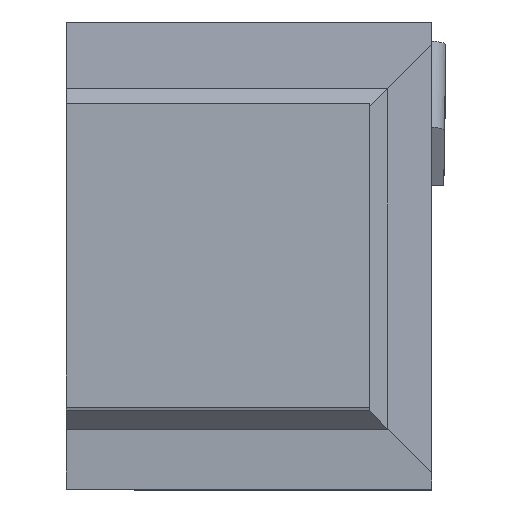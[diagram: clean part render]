
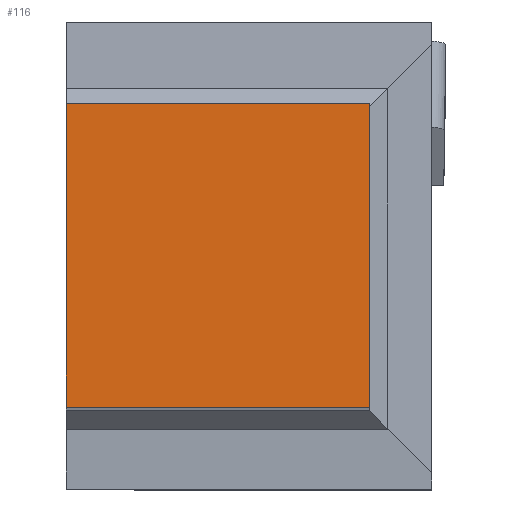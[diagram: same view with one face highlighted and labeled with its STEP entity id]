
A CAD part, top view. The second image highlights one B-rep face of the part: STEP entity #116.
In plain terms, the highlighted planar face has unit normal (0, 0, 1).
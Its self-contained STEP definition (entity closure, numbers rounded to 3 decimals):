
#81=PLANE('',#726);
#116=ADVANCED_FACE('',(#153),#81,.T.);
#153=FACE_OUTER_BOUND('',#188,.T.);
#188=EDGE_LOOP('',(#342,#343,#344,#345));
#342=ORIENTED_EDGE('',*,*,#493,.T.);
#343=ORIENTED_EDGE('',*,*,#494,.T.);
#344=ORIENTED_EDGE('',*,*,#495,.T.);
#345=ORIENTED_EDGE('',*,*,#496,.F.);
#413=VERTEX_POINT('',#1051);
#414=VERTEX_POINT('',#1052);
#415=VERTEX_POINT('',#1054);
#416=VERTEX_POINT('',#1056);
#493=EDGE_CURVE('',#413,#414,#573,.T.);
#494=EDGE_CURVE('',#414,#415,#574,.T.);
#495=EDGE_CURVE('',#415,#416,#575,.T.);
#496=EDGE_CURVE('',#413,#416,#576,.T.);
#573=LINE('',#1050,#653);
#574=LINE('',#1053,#654);
#575=LINE('',#1055,#655);
#576=LINE('',#1057,#656);
#653=VECTOR('',#874,1.);
#654=VECTOR('',#875,1.);
#655=VECTOR('',#876,1.);
#656=VECTOR('',#877,1.);
#726=AXIS2_PLACEMENT_3D('',#1058,#878,#879);
#874=DIRECTION('',(1.,0.,0.));
#875=DIRECTION('',(0.,1.,0.));
#876=DIRECTION('',(-1.,0.,0.));
#877=DIRECTION('',(0.,1.,0.));
#878=DIRECTION('',(0.,0.,1.));
#879=DIRECTION('',(0.,-1.,0.));
#1050=CARTESIAN_POINT('',(-6.35,-12.7,68.698));
#1051=CARTESIAN_POINT('',(-6.35,-12.7,68.698));
#1052=CARTESIAN_POINT('',(6.35,-12.7,68.698));
#1053=CARTESIAN_POINT('',(6.35,-16.002,68.698));
#1054=CARTESIAN_POINT('',(6.35,0.,68.698));
#1055=CARTESIAN_POINT('',(-6.35,0.,68.698));
#1056=CARTESIAN_POINT('',(-6.35,0.,68.698));
#1057=CARTESIAN_POINT('',(-6.35,-16.002,68.698));
#1058=CARTESIAN_POINT('',(-6.35,-16.002,68.698));
